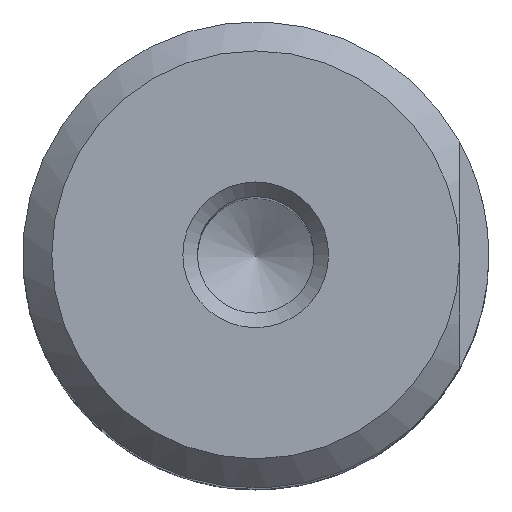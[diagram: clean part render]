
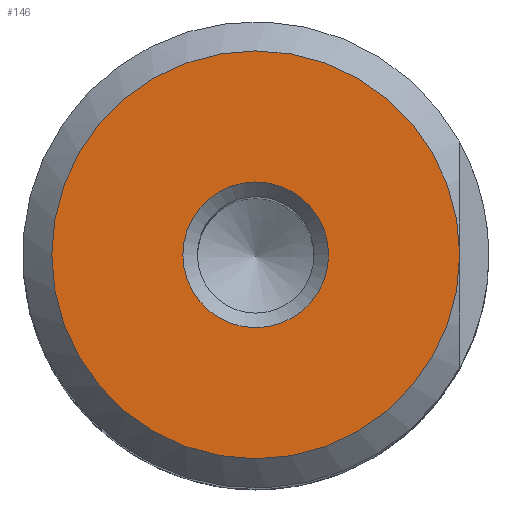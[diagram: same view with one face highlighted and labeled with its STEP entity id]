
A CAD part, top view. The second image highlights one B-rep face of the part: STEP entity #146.
In plain terms, the highlighted planar face has unit normal (0, 0, 1).
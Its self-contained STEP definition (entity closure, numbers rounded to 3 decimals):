
#43=PLANE('',#518);
#146=ADVANCED_FACE('',(#213,#214),#43,.F.);
#213=FACE_BOUND('',#272,.T.);
#214=FACE_BOUND('',#273,.T.);
#272=EDGE_LOOP('',(#343));
#273=EDGE_LOOP('',(#344));
#343=ORIENTED_EDGE('',*,*,#449,.T.);
#344=ORIENTED_EDGE('',*,*,#450,.F.);
#411=VERTEX_POINT('',#929);
#412=VERTEX_POINT('',#931);
#449=EDGE_CURVE('',#411,#411,#480,.T.);
#450=EDGE_CURVE('',#412,#412,#481,.T.);
#480=CIRCLE('',#516,5.);
#481=CIRCLE('',#517,14.);
#516=AXIS2_PLACEMENT_3D('',#928,#610,#611);
#517=AXIS2_PLACEMENT_3D('',#930,#612,#613);
#518=AXIS2_PLACEMENT_3D('',#932,#614,#615);
#610=DIRECTION('',(0.,0.,-1.));
#611=DIRECTION('',(-1.,0.,0.));
#612=DIRECTION('',(0.,0.,-1.));
#613=DIRECTION('',(-1.,0.,0.));
#614=DIRECTION('',(0.,0.,-1.));
#615=DIRECTION('',(-1.,0.,0.));
#928=CARTESIAN_POINT('',(0.,0.,0.));
#929=CARTESIAN_POINT('',(-5.,0.,0.));
#930=CARTESIAN_POINT('',(0.,0.,0.));
#931=CARTESIAN_POINT('',(14.,0.,0.));
#932=CARTESIAN_POINT('',(0.,0.,0.));
